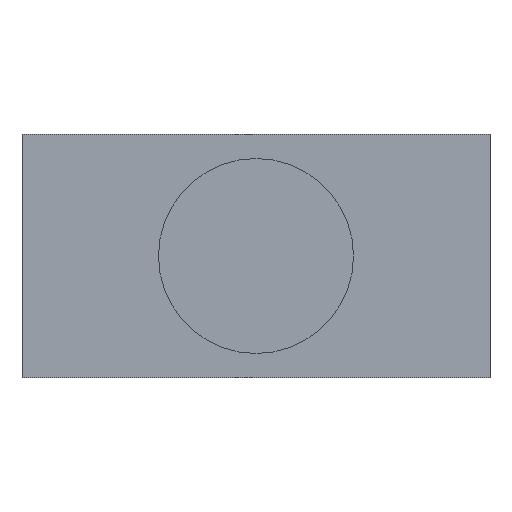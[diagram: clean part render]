
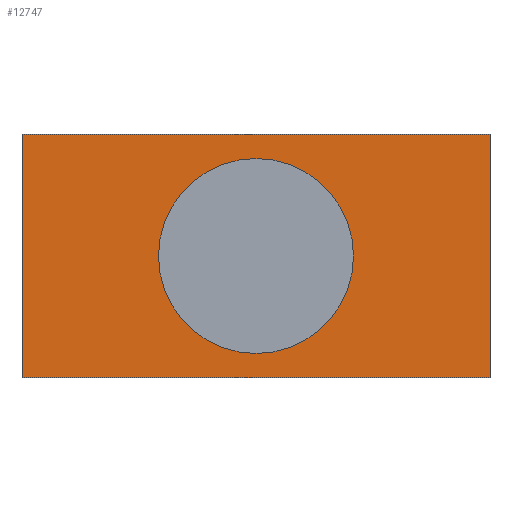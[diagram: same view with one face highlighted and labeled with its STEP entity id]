
A CAD part, left-side view. The second image highlights one B-rep face of the part: STEP entity #12747.
In plain terms, the highlighted planar face has unit normal (-1, 0, 0).
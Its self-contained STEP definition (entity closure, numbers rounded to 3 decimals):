
#1105 = AXIS2_PLACEMENT_3D ( 'NONE', #8202, #8254, #8255 ) ;
#1107 = VECTOR ( 'NONE', #8259, 1000. ) ;
#1108 = VECTOR ( 'NONE', #8262, 1000. ) ;
#1109 = VECTOR ( 'NONE', #8265, 1000. ) ;
#1111 = VECTOR ( 'NONE', #8268, 1000. ) ;
#3286 = VERTEX_POINT ( 'NONE', #3466 ) ;
#3466 = CARTESIAN_POINT ( 'NONE',  ( -1.75, 0., 1. ) ) ;
#3787 = CARTESIAN_POINT ( 'NONE',  ( -1.75, 0., 0. ) ) ;
#3794 = DIRECTION ( 'NONE',  ( -1., 0., 0. ) ) ;
#3795 = DIRECTION ( 'NONE',  ( 0., 0., -1. ) ) ;
#4588 = CIRCLE ( 'NONE', #9163, 1. ) ;
#4617 = EDGE_CURVE ( 'NONE', #3286, #5589, #4588, .T. ) ;
#5103 = ORIENTED_EDGE ( 'NONE', *, *, #12686, .T. ) ;
#5104 = ORIENTED_EDGE ( 'NONE', *, *, #12685, .F. ) ;
#5105 = ORIENTED_EDGE ( 'NONE', *, *, #12687, .F. ) ;
#5106 = ORIENTED_EDGE ( 'NONE', *, *, #12684, .T. ) ;
#5108 = ORIENTED_EDGE ( 'NONE', *, *, #12683, .F. ) ;
#5110 = ORIENTED_EDGE ( 'NONE', *, *, #4617, .F. ) ;
#5273 = EDGE_LOOP ( 'NONE', ( #5108, #5110 ) ) ;
#5276 = EDGE_LOOP ( 'NONE', ( #5103, #5105, #5104, #5106 ) ) ;
#5494 = CIRCLE ( 'NONE', #1105, 1. ) ;
#5555 = VERTEX_POINT ( 'NONE', #11007 ) ;
#5557 = VERTEX_POINT ( 'NONE', #11009 ) ;
#5562 = VERTEX_POINT ( 'NONE', #11014 ) ;
#5563 = VERTEX_POINT ( 'NONE', #11015 ) ;
#5589 = VERTEX_POINT ( 'NONE', #11041 ) ;
#8202 = CARTESIAN_POINT ( 'NONE',  ( -1.75, 0., 0. ) ) ;
#8254 = DIRECTION ( 'NONE',  ( -1., 0., 0. ) ) ;
#8255 = DIRECTION ( 'NONE',  ( 0., 0., -1. ) ) ;
#8257 = LINE ( 'NONE', #8258, #1107 ) ;
#8258 = CARTESIAN_POINT ( 'NONE',  ( -1.75, 2.4, 1.25 ) ) ;
#8259 = DIRECTION ( 'NONE',  ( 0., 0., -1. ) ) ;
#8260 = LINE ( 'NONE', #8261, #1108 ) ;
#8261 = CARTESIAN_POINT ( 'NONE',  ( -1.75, 0., 1.25 ) ) ;
#8262 = DIRECTION ( 'NONE',  ( 0., -1., 0. ) ) ;
#8263 = LINE ( 'NONE', #8264, #1109 ) ;
#8264 = CARTESIAN_POINT ( 'NONE',  ( -1.75, 0., -1.25 ) ) ;
#8265 = DIRECTION ( 'NONE',  ( 0., -1., 0. ) ) ;
#8266 = LINE ( 'NONE', #8267, #1111 ) ;
#8267 = CARTESIAN_POINT ( 'NONE',  ( -1.75, -2.4, 1.25 ) ) ;
#8268 = DIRECTION ( 'NONE',  ( 0., 0., -1. ) ) ;
#8746 = FACE_OUTER_BOUND ( 'NONE', #5276, .T. ) ;
#8754 = FACE_BOUND ( 'NONE', #5273, .T. ) ;
#8774 = AXIS2_PLACEMENT_3D ( 'NONE', #8996, #8997, #8998 ) ;
#8995 = PLANE ( 'NONE',  #8774 ) ;
#8996 = CARTESIAN_POINT ( 'NONE',  ( -1.75, 0., 1.25 ) ) ;
#8997 = DIRECTION ( 'NONE',  ( 1., 0., 0. ) ) ;
#8998 = DIRECTION ( 'NONE',  ( 0., 0., -1. ) ) ;
#9163 = AXIS2_PLACEMENT_3D ( 'NONE', #3787, #3794, #3795 ) ;
#11007 = CARTESIAN_POINT ( 'NONE',  ( -1.75, 2.4, -1.25 ) ) ;
#11009 = CARTESIAN_POINT ( 'NONE',  ( -1.75, -2.4, -1.25 ) ) ;
#11014 = CARTESIAN_POINT ( 'NONE',  ( -1.75, 2.4, 1.25 ) ) ;
#11015 = CARTESIAN_POINT ( 'NONE',  ( -1.75, -2.4, 1.25 ) ) ;
#11041 = CARTESIAN_POINT ( 'NONE',  ( -1.75, 0., -1. ) ) ;
#12683 = EDGE_CURVE ( 'NONE', #5589, #3286, #5494, .T. ) ;
#12684 = EDGE_CURVE ( 'NONE', #5562, #5555, #8257, .T. ) ;
#12685 = EDGE_CURVE ( 'NONE', #5562, #5563, #8260, .T. ) ;
#12686 = EDGE_CURVE ( 'NONE', #5555, #5557, #8263, .T. ) ;
#12687 = EDGE_CURVE ( 'NONE', #5563, #5557, #8266, .T. ) ;
#12747 = ADVANCED_FACE ( 'NONE', ( #8746, #8754 ), #8995, .F. ) ;
